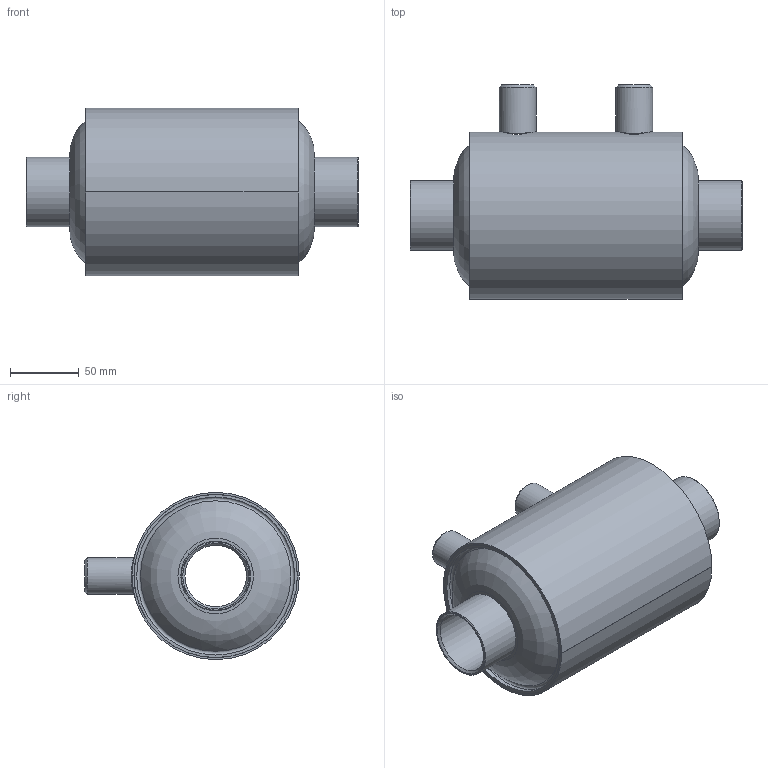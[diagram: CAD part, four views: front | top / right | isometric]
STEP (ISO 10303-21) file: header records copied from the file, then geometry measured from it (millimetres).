
FILE_DESCRIPTION (( 'STEP AP203' ), '1' );
FILE_NAME ('眛.13.1.STEP', '2025-06-24T11:47:41', ( '' ), ( '' ), 'SwSTEP 2.0', 'SolidWorks 2022', '' );
FILE_SCHEMA (( 'CONFIG_CONTROL_DESIGN' ));
Length unit declared in the file: millimetre
Products named in the file (1): ТО.13.1
Bounding box: 242.06 x 156.51 x 122 mm (x, y, z)
Volume: 180145.8 mm3; surface area: 200519.6 mm2
Topology: 7 solids, 7 shells, 54 faces, 104 edges, 66 vertices
Faces by surface type: cylinder 18, plane 16, cone 10, torus 8, bspline 2
Full cylindrical faces by diameter (mm): 20.9 x2, 26.9 x2, 44.8 x2, 50.8 x4, 115.2 x2, 119.2 x2
Entity records: 1975 total; most frequent: CARTESIAN_POINT 945, DIRECTION 206, ORIENTED_EDGE 124, EDGE_LOOP 106, AXIS2_PLACEMENT_3D 99, FACE_OUTER_BOUND 78, EDGE_CURVE 62, VERTEX_POINT 58
